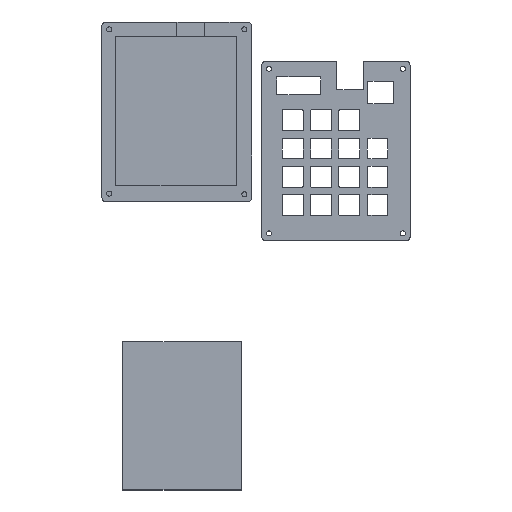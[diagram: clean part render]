
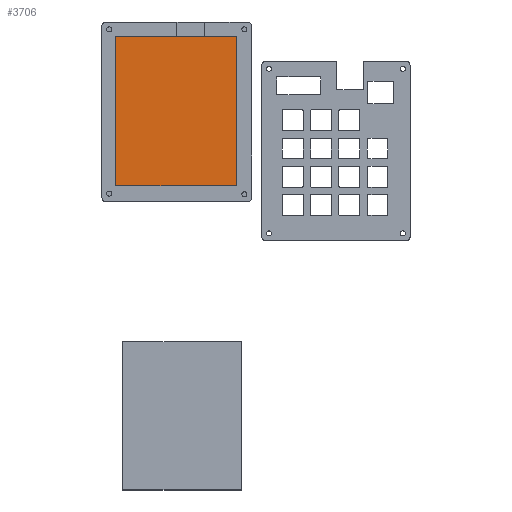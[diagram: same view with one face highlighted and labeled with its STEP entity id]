
A CAD part, top view. The second image highlights one B-rep face of the part: STEP entity #3706.
In plain terms, the highlighted planar face has unit normal (0, 0, 1).
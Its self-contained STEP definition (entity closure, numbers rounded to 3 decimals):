
#174=PLANE('',#4069);
#356=FACE_OUTER_BOUND('',#596,.T.);
#596=EDGE_LOOP('',(#3347,#3348,#3349,#3350));
#968=LINE('',#6175,#1328);
#970=LINE('',#6180,#1330);
#971=LINE('',#6181,#1331);
#972=LINE('',#6182,#1332);
#1328=VECTOR('',#5072,10.);
#1330=VECTOR('',#5076,10.);
#1331=VECTOR('',#5077,10.);
#1332=VECTOR('',#5078,10.);
#1847=VERTEX_POINT('',#6172);
#1848=VERTEX_POINT('',#6174);
#1849=VERTEX_POINT('',#6178);
#1850=VERTEX_POINT('',#6179);
#2356=EDGE_CURVE('',#1847,#1848,#968,.T.);
#2358=EDGE_CURVE('',#1849,#1850,#970,.T.);
#2359=EDGE_CURVE('',#1848,#1849,#971,.T.);
#2360=EDGE_CURVE('',#1850,#1847,#972,.T.);
#3347=ORIENTED_EDGE('',*,*,#2358,.F.);
#3348=ORIENTED_EDGE('',*,*,#2359,.F.);
#3349=ORIENTED_EDGE('',*,*,#2356,.F.);
#3350=ORIENTED_EDGE('',*,*,#2360,.F.);
#3706=ADVANCED_FACE('',(#356),#174,.T.);
#4069=AXIS2_PLACEMENT_3D('',#6177,#5074,#5075);
#5072=DIRECTION('',(1.,0.,0.));
#5074=DIRECTION('center_axis',(0.,0.,1.));
#5075=DIRECTION('ref_axis',(1.,0.,0.));
#5076=DIRECTION('',(-1.,0.,0.));
#5077=DIRECTION('',(0.,-1.,0.));
#5078=DIRECTION('',(0.,1.,0.));
#6172=CARTESIAN_POINT('',(-87.79,47.173,3.));
#6174=CARTESIAN_POINT('',(-6.6,47.173,3.));
#6175=CARTESIAN_POINT('',(-67.492,47.173,3.));
#6177=CARTESIAN_POINT('Origin',(-47.195,-3.327,3.));
#6178=CARTESIAN_POINT('',(-6.6,-53.827,3.));
#6179=CARTESIAN_POINT('',(-87.79,-53.827,3.));
#6180=CARTESIAN_POINT('',(-26.897,-53.827,3.));
#6181=CARTESIAN_POINT('',(-6.6,21.923,3.));
#6182=CARTESIAN_POINT('',(-87.79,-28.577,3.));
